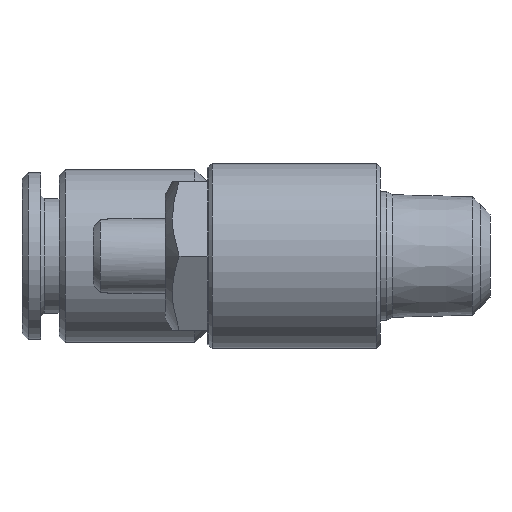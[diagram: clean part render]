
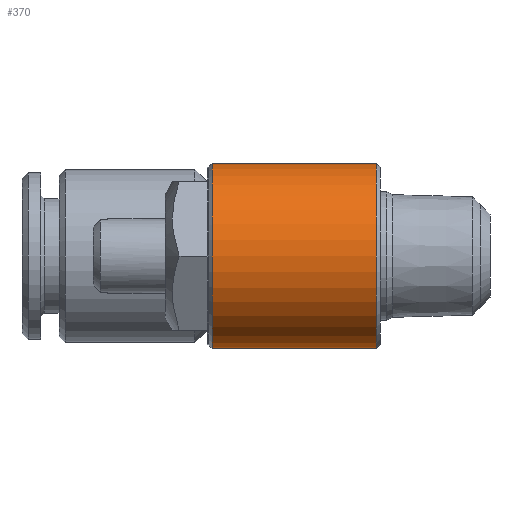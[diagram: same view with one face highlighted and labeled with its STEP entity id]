
A CAD part, left-side view. The second image highlights one B-rep face of the part: STEP entity #370.
In plain terms, the highlighted cylindrical face has radius 7.5 mm (diameter 15 mm), a partial arc.
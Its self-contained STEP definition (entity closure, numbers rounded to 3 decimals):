
#370 = ADVANCED_FACE ( 'NONE', ( #2180 ), #2196, .T. ) ;
#371 = ORIENTED_EDGE ( 'NONE', *, *, #522, .F. ) ;
#372 = ORIENTED_EDGE ( 'NONE', *, *, #373, .T. ) ;
#373 = EDGE_CURVE ( 'NONE', #1036, #1022, #2258, .T. ) ;
#374 = ORIENTED_EDGE ( 'NONE', *, *, #527, .T. ) ;
#375 = ORIENTED_EDGE ( 'NONE', *, *, #464, .F. ) ;
#458 = VERTEX_POINT ( 'NONE', #2347 ) ;
#461 = VERTEX_POINT ( 'NONE', #2421 ) ;
#464 = EDGE_CURVE ( 'NONE', #461, #458, #2339, .T. ) ;
#475 = EDGE_LOOP ( 'NONE', ( #371, #372, #374, #375 ) ) ;
#522 = EDGE_CURVE ( 'NONE', #1036, #461, #2929, .T. ) ;
#527 = EDGE_CURVE ( 'NONE', #1022, #458, #3006, .T. ) ;
#1022 = VERTEX_POINT ( 'NONE', #4275 ) ;
#1036 = VERTEX_POINT ( 'NONE', #4313 ) ;
#2180 = FACE_OUTER_BOUND ( 'NONE', #475, .T. ) ;
#2196 = CYLINDRICAL_SURFACE ( 'NONE', #2257, 7.5 ) ;
#2225 = DIRECTION ( 'NONE',  ( 0., 0., -1. ) ) ;
#2226 = DIRECTION ( 'NONE',  ( 0., -1., 0. ) ) ;
#2252 = CARTESIAN_POINT ( 'NONE',  ( 0., 22.5, 0. ) ) ;
#2253 = AXIS2_PLACEMENT_3D ( 'NONE', #2252, #2226, #2225 ) ;
#2254 = DIRECTION ( 'NONE',  ( 0., 0., -1. ) ) ;
#2255 = DIRECTION ( 'NONE',  ( 0., -1., 0. ) ) ;
#2256 = CARTESIAN_POINT ( 'NONE',  ( 0., 6.519, 0. ) ) ;
#2257 = AXIS2_PLACEMENT_3D ( 'NONE', #2256, #2255, #2254 ) ;
#2258 = CIRCLE ( 'NONE', #2253, 7.5 ) ;
#2337 = CARTESIAN_POINT ( 'NONE',  ( 0., 9.2, 0. ) ) ;
#2338 = AXIS2_PLACEMENT_3D ( 'NONE', #2337, #2459, #2458 ) ;
#2339 = CIRCLE ( 'NONE', #2338, 7.5 ) ;
#2347 = CARTESIAN_POINT ( 'NONE',  ( 0., 9.2, -7.5 ) ) ;
#2421 = CARTESIAN_POINT ( 'NONE',  ( 0., 9.2, 7.5 ) ) ;
#2458 = DIRECTION ( 'NONE',  ( 0., 0., -1. ) ) ;
#2459 = DIRECTION ( 'NONE',  ( 0., -1., 0. ) ) ;
#2926 = DIRECTION ( 'NONE',  ( 0., -1., 0. ) ) ;
#2927 = VECTOR ( 'NONE', #2926, 1000. ) ;
#2928 = CARTESIAN_POINT ( 'NONE',  ( 0., 6.519, 7.5 ) ) ;
#2929 = LINE ( 'NONE', #2928, #2927 ) ;
#3006 = LINE ( 'NONE', #3038, #3036 ) ;
#3010 = DIRECTION ( 'NONE',  ( 0., -1., 0. ) ) ;
#3036 = VECTOR ( 'NONE', #3010, 1000. ) ;
#3038 = CARTESIAN_POINT ( 'NONE',  ( 0., 6.519, -7.5 ) ) ;
#4275 = CARTESIAN_POINT ( 'NONE',  ( 0., 22.5, -7.5 ) ) ;
#4313 = CARTESIAN_POINT ( 'NONE',  ( 0., 22.5, 7.5 ) ) ;
